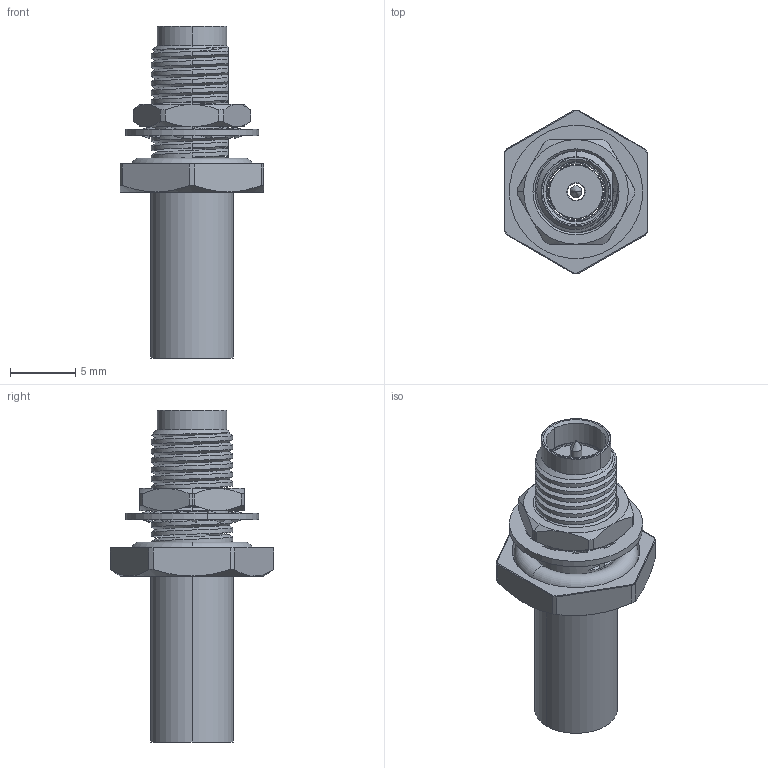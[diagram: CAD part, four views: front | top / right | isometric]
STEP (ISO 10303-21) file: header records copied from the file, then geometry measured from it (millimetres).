
FILE_DESCRIPTION (( 'STEP AP214' ), '1' );
FILE_NAME ('31-254-1-D3-AH.STEP', '2024-08-12T19:36:41', ( '' ), ( '' ), 'SwSTEP 2.0', 'SolidWorks 2024', '' );
FILE_SCHEMA (( 'AUTOMOTIVE_DESIGN' ));
Length unit declared in the file: millimetre
Products named in the file (1): 31-254-1-D3-AH
Bounding box: 11.02 x 12.5 x 25.4 mm (x, y, z)
Surface area: 1427.6 mm2 (no closed solid volume)
Topology: 0 solids, 7 shells, 223 faces, 673 edges, 432 vertices
Faces by surface type: cylinder 71, bspline 61, plane 43, cone 35, torus 13
Entity records: 15736 total; most frequent: CARTESIAN_POINT 10487, ORIENTED_EDGE 1187, DIRECTION 882, EDGE_CURVE 673, VERTEX_POINT 432, AXIS2_PLACEMENT_3D 309, LINE 264, VECTOR 264
